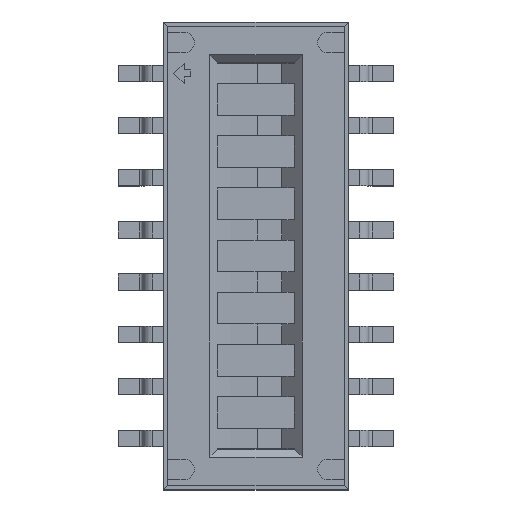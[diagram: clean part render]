
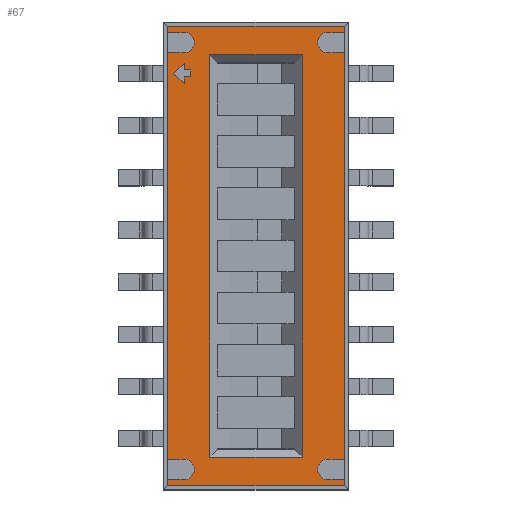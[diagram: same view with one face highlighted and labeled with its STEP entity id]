
A CAD part, top view. The second image highlights one B-rep face of the part: STEP entity #67.
In plain terms, the highlighted planar face has unit normal (0, 0, 1).
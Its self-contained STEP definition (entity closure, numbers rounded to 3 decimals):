
#13=DIRECTION('',(0.,0.,1.));
#22=VERTEX_POINT('',#23);
#23=CARTESIAN_POINT('',(1.125,-4.895,1.55));
#29=ORIENTED_EDGE('',*,*,#30,.T.);
#30=EDGE_CURVE('',#22,#31,#33,.T.);
#31=VERTEX_POINT('',#32);
#32=CARTESIAN_POINT('',(1.125,4.895,1.55));
#33=LINE('',#23,#34);
#34=VECTOR('',#35,1.);
#35=DIRECTION('',(0.,1.,0.));
#46=DIRECTION('',(1.,0.,0.));
#52=VERTEX_POINT('',#53);
#53=CARTESIAN_POINT('',(-1.125,-4.895,1.55));
#60=VECTOR('',#46,1.);
#62=EDGE_CURVE('',#52,#22,#63,.T.);
#63=LINE('',#53,#60);
#66=DIRECTION('',(0.,-1.,0.));
#67=ADVANCED_FACE('',(#68,#187,#198),#243,.F.);
#68=FACE_BOUND('',#69,.F.);
#69=EDGE_LOOP('',(#70,#77,#82,#89,#95,#102,#109,#113,#119,#126,#131,#134,#139,#143,#151,#160,#167,#171,#177,#184));
#70=ORIENTED_EDGE('',*,*,#71,.F.);
#71=EDGE_CURVE('',#72,#74,#76,.T.);
#72=VERTEX_POINT('',#73);
#73=CARTESIAN_POINT('',(2.15,-5.595,1.55));
#74=VERTEX_POINT('',#75);
#75=CARTESIAN_POINT('',(2.15,-5.445,1.55));
#76=LINE('',#73,#34);
#77=ORIENTED_EDGE('',*,*,#78,.F.);
#78=EDGE_CURVE('',#79,#72,#81,.T.);
#79=VERTEX_POINT('',#80);
#80=CARTESIAN_POINT('',(-2.15,-5.595,1.55));
#81=LINE('',#80,#60);
#82=ORIENTED_EDGE('',*,*,#83,.F.);
#83=EDGE_CURVE('',#84,#79,#86,.T.);
#84=VERTEX_POINT('',#85);
#85=CARTESIAN_POINT('',(-2.15,-5.445,1.55));
#86=LINE('',#87,#88);
#87=CARTESIAN_POINT('',(-2.15,5.595,1.55));
#88=VECTOR('',#66,1.);
#89=ORIENTED_EDGE('',*,*,#90,.T.);
#90=EDGE_CURVE('',#84,#91,#93,.T.);
#91=VERTEX_POINT('',#92);
#92=CARTESIAN_POINT('',(-1.75,-5.445,1.55));
#93=LINE('',#94,#60);
#94=CARTESIAN_POINT('',(-2.25,-5.445,1.55));
#95=ORIENTED_EDGE('',*,*,#96,.T.);
#96=EDGE_CURVE('',#91,#97,#99,.T.);
#97=VERTEX_POINT('',#98);
#98=CARTESIAN_POINT('',(-1.75,-4.945,1.55));
#99=CIRCLE('',#100,0.25);
#100=AXIS2_PLACEMENT_3D('',#101,#13,#35);
#101=CARTESIAN_POINT('',(-1.75,-5.195,1.55));
#102=ORIENTED_EDGE('',*,*,#103,.T.);
#103=EDGE_CURVE('',#97,#104,#106,.T.);
#104=VERTEX_POINT('',#105);
#105=CARTESIAN_POINT('',(-2.15,-4.945,1.55));
#106=LINE('',#98,#107);
#107=VECTOR('',#108,1.);
#108=DIRECTION('',(-1.,0.,0.));
#109=ORIENTED_EDGE('',*,*,#110,.F.);
#110=EDGE_CURVE('',#111,#104,#86,.T.);
#111=VERTEX_POINT('',#112);
#112=CARTESIAN_POINT('',(-2.15,4.945,1.55));
#113=ORIENTED_EDGE('',*,*,#114,.T.);
#114=EDGE_CURVE('',#111,#115,#117,.T.);
#115=VERTEX_POINT('',#116);
#116=CARTESIAN_POINT('',(-1.75,4.945,1.55));
#117=LINE('',#118,#60);
#118=CARTESIAN_POINT('',(-2.25,4.945,1.55));
#119=ORIENTED_EDGE('',*,*,#120,.T.);
#120=EDGE_CURVE('',#115,#121,#123,.T.);
#121=VERTEX_POINT('',#122);
#122=CARTESIAN_POINT('',(-1.75,5.445,1.55));
#123=CIRCLE('',#124,0.25);
#124=AXIS2_PLACEMENT_3D('',#125,#13,#35);
#125=CARTESIAN_POINT('',(-1.75,5.195,1.55));
#126=ORIENTED_EDGE('',*,*,#127,.T.);
#127=EDGE_CURVE('',#121,#128,#130,.T.);
#128=VERTEX_POINT('',#129);
#129=CARTESIAN_POINT('',(-2.15,5.445,1.55));
#130=LINE('',#122,#107);
#131=ORIENTED_EDGE('',*,*,#132,.F.);
#132=EDGE_CURVE('',#133,#128,#86,.T.);
#133=VERTEX_POINT('',#87);
#134=ORIENTED_EDGE('',*,*,#135,.F.);
#135=EDGE_CURVE('',#136,#133,#138,.T.);
#136=VERTEX_POINT('',#137);
#137=CARTESIAN_POINT('',(2.15,5.595,1.55));
#138=LINE('',#137,#107);
#139=ORIENTED_EDGE('',*,*,#140,.F.);
#140=EDGE_CURVE('',#141,#136,#76,.T.);
#141=VERTEX_POINT('',#142);
#142=CARTESIAN_POINT('',(2.15,5.445,1.55));
#143=ORIENTED_EDGE('',*,*,#144,.T.);
#144=EDGE_CURVE('',#141,#145,#147,.T.);
#145=VERTEX_POINT('',#146);
#146=CARTESIAN_POINT('',(1.75,5.445,1.55));
#147=LINE('',#148,#149);
#148=CARTESIAN_POINT('',(2.25,5.445,1.55));
#149=VECTOR('',#150,1.);
#150=DIRECTION('',(-1.,0.,0.));
#151=ORIENTED_EDGE('',*,*,#152,.T.);
#152=EDGE_CURVE('',#145,#153,#155,.T.);
#153=VERTEX_POINT('',#154);
#154=CARTESIAN_POINT('',(1.75,4.945,1.55));
#155=CIRCLE('',#156,0.25);
#156=AXIS2_PLACEMENT_3D('',#157,#158,#159);
#157=CARTESIAN_POINT('',(1.75,5.195,1.55));
#158=DIRECTION('',(0.,0.,1.));
#159=DIRECTION('',(0.,-1.,0.));
#160=ORIENTED_EDGE('',*,*,#161,.T.);
#161=EDGE_CURVE('',#153,#162,#164,.T.);
#162=VERTEX_POINT('',#163);
#163=CARTESIAN_POINT('',(2.15,4.945,1.55));
#164=LINE('',#154,#165);
#165=VECTOR('',#166,1.);
#166=DIRECTION('',(1.,0.,0.));
#167=ORIENTED_EDGE('',*,*,#168,.F.);
#168=EDGE_CURVE('',#169,#162,#76,.T.);
#169=VERTEX_POINT('',#170);
#170=CARTESIAN_POINT('',(2.15,-4.945,1.55));
#171=ORIENTED_EDGE('',*,*,#172,.T.);
#172=EDGE_CURVE('',#169,#173,#175,.T.);
#173=VERTEX_POINT('',#174);
#174=CARTESIAN_POINT('',(1.75,-4.945,1.55));
#175=LINE('',#176,#149);
#176=CARTESIAN_POINT('',(2.25,-4.945,1.55));
#177=ORIENTED_EDGE('',*,*,#178,.T.);
#178=EDGE_CURVE('',#173,#179,#181,.T.);
#179=VERTEX_POINT('',#180);
#180=CARTESIAN_POINT('',(1.75,-5.445,1.55));
#181=CIRCLE('',#182,0.25);
#182=AXIS2_PLACEMENT_3D('',#183,#158,#159);
#183=CARTESIAN_POINT('',(1.75,-5.195,1.55));
#184=ORIENTED_EDGE('',*,*,#185,.T.);
#185=EDGE_CURVE('',#179,#74,#186,.T.);
#186=LINE('',#180,#165);
#187=FACE_BOUND('',#188,.F.);
#188=EDGE_LOOP('',(#189,#29,#190,#195));
#189=ORIENTED_EDGE('',*,*,#62,.T.);
#190=ORIENTED_EDGE('',*,*,#191,.T.);
#191=EDGE_CURVE('',#31,#192,#194,.T.);
#192=VERTEX_POINT('',#193);
#193=CARTESIAN_POINT('',(-1.125,4.895,1.55));
#194=LINE('',#32,#107);
#195=ORIENTED_EDGE('',*,*,#196,.T.);
#196=EDGE_CURVE('',#192,#52,#197,.T.);
#197=LINE('',#193,#88);
#198=FACE_BOUND('',#199,.F.);
#199=EDGE_LOOP('',(#200,#207,#214,#221,#226,#233,#238));
#200=ORIENTED_EDGE('',*,*,#201,.T.);
#201=EDGE_CURVE('',#202,#204,#206,.T.);
#202=VERTEX_POINT('',#203);
#203=CARTESIAN_POINT('',(-1.75,4.528,1.55));
#204=VERTEX_POINT('',#205);
#205=CARTESIAN_POINT('',(-1.75,4.695,1.55));
#206=LINE('',#203,#34);
#207=ORIENTED_EDGE('',*,*,#208,.T.);
#208=EDGE_CURVE('',#204,#209,#211,.T.);
#209=VERTEX_POINT('',#210);
#210=CARTESIAN_POINT('',(-2.,4.445,1.55));
#211=LINE('',#205,#212);
#212=VECTOR('',#213,1.);
#213=DIRECTION('',(-0.707,-0.707,0.));
#214=ORIENTED_EDGE('',*,*,#215,.T.);
#215=EDGE_CURVE('',#209,#216,#218,.T.);
#216=VERTEX_POINT('',#217);
#217=CARTESIAN_POINT('',(-1.75,4.195,1.55));
#218=LINE('',#210,#219);
#219=VECTOR('',#220,1.);
#220=DIRECTION('',(0.707,-0.707,0.));
#221=ORIENTED_EDGE('',*,*,#222,.T.);
#222=EDGE_CURVE('',#216,#223,#225,.T.);
#223=VERTEX_POINT('',#224);
#224=CARTESIAN_POINT('',(-1.75,4.362,1.55));
#225=LINE('',#217,#34);
#226=ORIENTED_EDGE('',*,*,#227,.T.);
#227=EDGE_CURVE('',#223,#228,#230,.T.);
#228=VERTEX_POINT('',#229);
#229=CARTESIAN_POINT('',(-1.583,4.362,1.55));
#230=LINE('',#224,#231);
#231=VECTOR('',#232,1.);
#232=DIRECTION('',(1.,0.,0.));
#233=ORIENTED_EDGE('',*,*,#234,.T.);
#234=EDGE_CURVE('',#228,#235,#237,.T.);
#235=VERTEX_POINT('',#236);
#236=CARTESIAN_POINT('',(-1.583,4.528,1.55));
#237=LINE('',#229,#34);
#238=ORIENTED_EDGE('',*,*,#239,.T.);
#239=EDGE_CURVE('',#235,#202,#240,.T.);
#240=LINE('',#236,#241);
#241=VECTOR('',#242,1.);
#242=DIRECTION('',(-1.,0.,0.));
#243=PLANE('',#244);
#244=AXIS2_PLACEMENT_3D('',#73,#245,#246);
#245=DIRECTION('',(0.,0.,-1.));
#246=DIRECTION('',(-0.359,0.933,0.));
